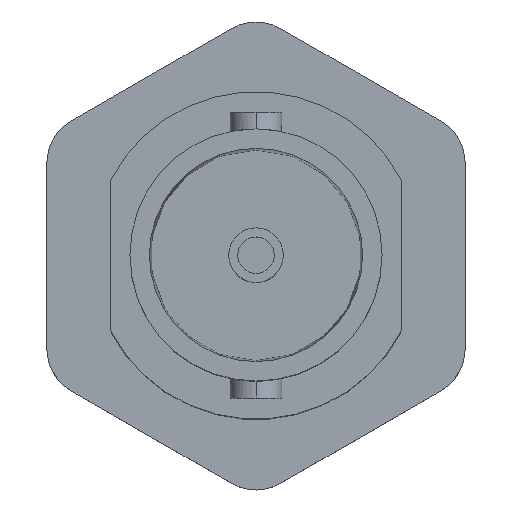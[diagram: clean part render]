
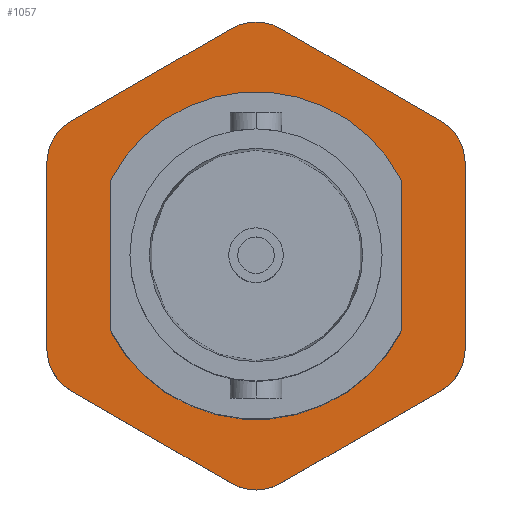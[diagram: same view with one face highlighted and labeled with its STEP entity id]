
A CAD part, top view. The second image highlights one B-rep face of the part: STEP entity #1057.
In plain terms, the highlighted planar face has unit normal (0, 0, 1).
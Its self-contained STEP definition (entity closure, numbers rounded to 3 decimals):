
#216=DIRECTION('',(-0.866,-0.5,0.));
#217=VECTOR('',#216,7.091);
#218=CARTESIAN_POINT('',(-0.955,8.744,1.5));
#219=LINE('',#218,#217);
#220=CARTESIAN_POINT('',(0.,7.091,1.5));
#221=DIRECTION('',(0.,0.,-1.));
#222=DIRECTION('',(-0.5,0.866,0.));
#223=AXIS2_PLACEMENT_3D('',#220,#221,#222);
#225=DIRECTION('',(-0.866,0.5,0.));
#226=VECTOR('',#225,7.091);
#227=CARTESIAN_POINT('',(7.095,5.199,1.5));
#228=LINE('',#227,#226);
#229=CARTESIAN_POINT('',(6.141,3.545,1.5));
#230=DIRECTION('',(0.,0.,-1.));
#231=DIRECTION('',(0.5,0.866,0.));
#232=AXIS2_PLACEMENT_3D('',#229,#230,#231);
#234=DIRECTION('',(0.,1.,0.));
#235=VECTOR('',#234,7.091);
#236=CARTESIAN_POINT('',(8.05,-3.545,1.5));
#237=LINE('',#236,#235);
#238=CARTESIAN_POINT('',(6.141,-3.545,1.5));
#239=DIRECTION('',(0.,0.,-1.));
#240=DIRECTION('',(1.,0.,0.));
#241=AXIS2_PLACEMENT_3D('',#238,#239,#240);
#243=DIRECTION('',(0.866,0.5,0.));
#244=VECTOR('',#243,7.091);
#245=CARTESIAN_POINT('',(0.955,-8.744,1.5));
#246=LINE('',#245,#244);
#247=CARTESIAN_POINT('',(0.,-7.091,1.5));
#248=DIRECTION('',(0.,0.,-1.));
#249=DIRECTION('',(0.5,-0.866,0.));
#250=AXIS2_PLACEMENT_3D('',#247,#248,#249);
#252=DIRECTION('',(0.866,-0.5,0.));
#253=VECTOR('',#252,7.091);
#254=CARTESIAN_POINT('',(-7.095,-5.199,1.5));
#255=LINE('',#254,#253);
#256=CARTESIAN_POINT('',(-6.141,-3.545,1.5));
#257=DIRECTION('',(0.,0.,-1.));
#258=DIRECTION('',(-0.5,-0.866,0.));
#259=AXIS2_PLACEMENT_3D('',#256,#257,#258);
#261=DIRECTION('',(0.,-1.,0.));
#262=VECTOR('',#261,7.091);
#263=CARTESIAN_POINT('',(-8.05,3.545,1.5));
#264=LINE('',#263,#262);
#265=CARTESIAN_POINT('',(-6.141,3.545,1.5));
#266=DIRECTION('',(0.,0.,-1.));
#267=DIRECTION('',(-1.,0.,0.));
#268=AXIS2_PLACEMENT_3D('',#265,#266,#267);
#270=CARTESIAN_POINT('',(0.,0.,1.5));
#271=DIRECTION('',(0.,0.,1.));
#272=DIRECTION('',(0.889,0.458,0.));
#273=AXIS2_PLACEMENT_3D('',#270,#271,#272);
#275=DIRECTION('',(0.,-1.,0.));
#276=VECTOR('',#275,5.772);
#277=CARTESIAN_POINT('',(-5.6,2.886,1.5));
#278=LINE('',#277,#276);
#279=CARTESIAN_POINT('',(0.,0.,1.5));
#280=DIRECTION('',(0.,0.,1.));
#281=DIRECTION('',(-0.889,-0.458,0.));
#282=AXIS2_PLACEMENT_3D('',#279,#280,#281);
#284=DIRECTION('',(0.,1.,0.));
#285=VECTOR('',#284,5.772);
#286=CARTESIAN_POINT('',(5.6,-2.886,1.5));
#287=LINE('',#286,#285);
#976=CARTESIAN_POINT('',(-0.955,8.744,1.5));
#977=CARTESIAN_POINT('',(-7.095,5.199,1.5));
#978=VERTEX_POINT('',#976);
#979=VERTEX_POINT('',#977);
#980=CARTESIAN_POINT('',(-8.05,3.545,1.5));
#981=VERTEX_POINT('',#980);
#982=CARTESIAN_POINT('',(-8.05,-3.545,1.5));
#983=VERTEX_POINT('',#982);
#984=CARTESIAN_POINT('',(-7.095,-5.199,1.5));
#985=VERTEX_POINT('',#984);
#986=CARTESIAN_POINT('',(-0.955,-8.744,1.5));
#987=VERTEX_POINT('',#986);
#988=CARTESIAN_POINT('',(0.955,-8.744,1.5));
#989=VERTEX_POINT('',#988);
#990=CARTESIAN_POINT('',(7.095,-5.199,1.5));
#991=VERTEX_POINT('',#990);
#992=CARTESIAN_POINT('',(8.05,-3.545,1.5));
#993=VERTEX_POINT('',#992);
#994=CARTESIAN_POINT('',(8.05,3.545,1.5));
#995=VERTEX_POINT('',#994);
#996=CARTESIAN_POINT('',(7.095,5.199,1.5));
#997=VERTEX_POINT('',#996);
#998=CARTESIAN_POINT('',(0.955,8.744,1.5));
#999=VERTEX_POINT('',#998);
#1008=CARTESIAN_POINT('',(5.6,2.886,1.5));
#1009=CARTESIAN_POINT('',(-5.6,2.886,1.5));
#1010=VERTEX_POINT('',#1008);
#1011=VERTEX_POINT('',#1009);
#1012=CARTESIAN_POINT('',(-5.6,-2.886,1.5));
#1013=VERTEX_POINT('',#1012);
#1014=CARTESIAN_POINT('',(5.6,-2.886,1.5));
#1015=VERTEX_POINT('',#1014);
#1016=CARTESIAN_POINT('',(0.,0.,1.5));
#1017=DIRECTION('',(0.,0.,-1.));
#1018=DIRECTION('',(0.,-1.,0.));
#1019=AXIS2_PLACEMENT_3D('',#1016,#1017,#1018);
#1020=PLANE('',#1019);
#1022=ORIENTED_EDGE('',*,*,#1021,.F.);
#1024=ORIENTED_EDGE('',*,*,#1023,.T.);
#1026=ORIENTED_EDGE('',*,*,#1025,.F.);
#1028=ORIENTED_EDGE('',*,*,#1027,.T.);
#1030=ORIENTED_EDGE('',*,*,#1029,.F.);
#1032=ORIENTED_EDGE('',*,*,#1031,.T.);
#1034=ORIENTED_EDGE('',*,*,#1033,.F.);
#1036=ORIENTED_EDGE('',*,*,#1035,.T.);
#1038=ORIENTED_EDGE('',*,*,#1037,.F.);
#1040=ORIENTED_EDGE('',*,*,#1039,.T.);
#1042=ORIENTED_EDGE('',*,*,#1041,.F.);
#1044=ORIENTED_EDGE('',*,*,#1043,.T.);
#1045=EDGE_LOOP('',(#1022,#1024,#1026,#1028,#1030,#1032,#1034,#1036,#1038,#1040,
#1042,#1044));
#1046=FACE_OUTER_BOUND('',#1045,.F.);
#1048=ORIENTED_EDGE('',*,*,#1047,.T.);
#1050=ORIENTED_EDGE('',*,*,#1049,.T.);
#1052=ORIENTED_EDGE('',*,*,#1051,.T.);
#1054=ORIENTED_EDGE('',*,*,#1053,.T.);
#1055=EDGE_LOOP('',(#1048,#1050,#1052,#1054));
#1056=FACE_BOUND('',#1055,.F.);
#224=CIRCLE('',#223,1.909);
#233=CIRCLE('',#232,1.909);
#242=CIRCLE('',#241,1.909);
#251=CIRCLE('',#250,1.909);
#260=CIRCLE('',#259,1.909);
#269=CIRCLE('',#268,1.909);
#274=CIRCLE('',#273,6.3);
#283=CIRCLE('',#282,6.3);
#1021=EDGE_CURVE('',#978,#979,#219,.T.);
#1023=EDGE_CURVE('',#978,#999,#224,.T.);
#1025=EDGE_CURVE('',#997,#999,#228,.T.);
#1027=EDGE_CURVE('',#997,#995,#233,.T.);
#1029=EDGE_CURVE('',#993,#995,#237,.T.);
#1031=EDGE_CURVE('',#993,#991,#242,.T.);
#1033=EDGE_CURVE('',#989,#991,#246,.T.);
#1035=EDGE_CURVE('',#989,#987,#251,.T.);
#1037=EDGE_CURVE('',#985,#987,#255,.T.);
#1039=EDGE_CURVE('',#985,#983,#260,.T.);
#1041=EDGE_CURVE('',#981,#983,#264,.T.);
#1043=EDGE_CURVE('',#981,#979,#269,.T.);
#1047=EDGE_CURVE('',#1010,#1011,#274,.T.);
#1049=EDGE_CURVE('',#1011,#1013,#278,.T.);
#1051=EDGE_CURVE('',#1013,#1015,#283,.T.);
#1053=EDGE_CURVE('',#1015,#1010,#287,.T.);
#1057=ADVANCED_FACE('',(#1046,#1056),#1020,.F.);
